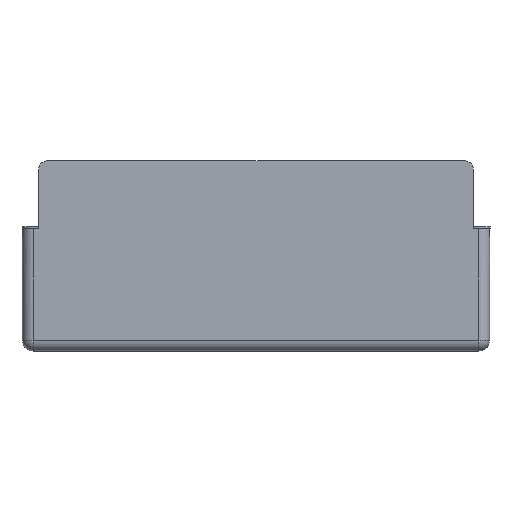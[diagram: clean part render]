
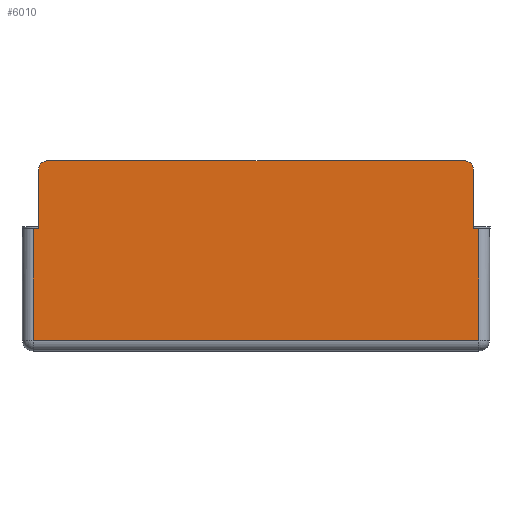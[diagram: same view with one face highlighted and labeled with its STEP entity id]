
A CAD part, left-side view. The second image highlights one B-rep face of the part: STEP entity #6010.
In plain terms, the highlighted planar face has unit normal (-1, 0, 0).
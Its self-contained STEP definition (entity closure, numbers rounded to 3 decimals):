
#57 = CARTESIAN_POINT ( 'NONE',  ( -21.5, 86., -45. ) ) ;
#85 = VECTOR ( 'NONE', #1710, 1000. ) ;
#218 = VECTOR ( 'NONE', #5386, 1000. ) ;
#419 = DIRECTION ( 'NONE',  ( 0., -1., 0. ) ) ;
#455 = ORIENTED_EDGE ( 'NONE', *, *, #3261, .F. ) ;
#508 = ORIENTED_EDGE ( 'NONE', *, *, #4444, .T. ) ;
#614 = DIRECTION ( 'NONE',  ( -1., 0., 0. ) ) ;
#672 = EDGE_CURVE ( 'NONE', #2677, #1237, #3761, .T. ) ;
#680 = LINE ( 'NONE', #1187, #4391 ) ;
#687 = CARTESIAN_POINT ( 'NONE',  ( -21.5, 82., -41. ) ) ;
#866 = CARTESIAN_POINT ( 'NONE',  ( -21.5, 86., 0. ) ) ;
#905 = CARTESIAN_POINT ( 'NONE',  ( -21.5, 82., 0. ) ) ;
#979 = CARTESIAN_POINT ( 'NONE',  ( -21.5, -82., 0. ) ) ;
#1029 = CARTESIAN_POINT ( 'NONE',  ( -21.5, -82., -45. ) ) ;
#1033 = VERTEX_POINT ( 'NONE', #2899 ) ;
#1162 = LINE ( 'NONE', #5668, #2996 ) ;
#1187 = CARTESIAN_POINT ( 'NONE',  ( -21.5, 82., -45. ) ) ;
#1191 = EDGE_CURVE ( 'NONE', #5860, #2677, #680, .T. ) ;
#1237 = VERTEX_POINT ( 'NONE', #3459 ) ;
#1262 = VECTOR ( 'NONE', #1409, 1000. ) ;
#1338 = EDGE_CURVE ( 'NONE', #2558, #1033, #3147, .T. ) ;
#1341 = CARTESIAN_POINT ( 'NONE',  ( -21.5, -77., 22. ) ) ;
#1384 = AXIS2_PLACEMENT_3D ( 'NONE', #1341, #5507, #1851 ) ;
#1409 = DIRECTION ( 'NONE',  ( 0., 0., 1. ) ) ;
#1446 = DIRECTION ( 'NONE',  ( 0., -1., 0. ) ) ;
#1534 = DIRECTION ( 'NONE',  ( 0., -1., 0. ) ) ;
#1710 = DIRECTION ( 'NONE',  ( 0., -1., 0. ) ) ;
#1798 = ORIENTED_EDGE ( 'NONE', *, *, #3777, .F. ) ;
#1851 = DIRECTION ( 'NONE',  ( 0., -1., 0. ) ) ;
#1907 = LINE ( 'NONE', #3041, #85 ) ;
#1949 = EDGE_CURVE ( 'NONE', #3653, #5895, #1907, .T. ) ;
#1959 = LINE ( 'NONE', #2055, #218 ) ;
#2055 = CARTESIAN_POINT ( 'NONE',  ( -21.5, -80., 25. ) ) ;
#2091 = ORIENTED_EDGE ( 'NONE', *, *, #5719, .T. ) ;
#2243 = VERTEX_POINT ( 'NONE', #5591 ) ;
#2278 = ORIENTED_EDGE ( 'NONE', *, *, #4832, .T. ) ;
#2301 = DIRECTION ( 'NONE',  ( 0., -1., 0. ) ) ;
#2558 = VERTEX_POINT ( 'NONE', #2972 ) ;
#2632 = DIRECTION ( 'NONE',  ( 0., -1., 0. ) ) ;
#2677 = VERTEX_POINT ( 'NONE', #687 ) ;
#2753 = DIRECTION ( 'NONE',  ( -1., 0., 0. ) ) ;
#2867 = CARTESIAN_POINT ( 'NONE',  ( -21.5, -77., 25. ) ) ;
#2899 = CARTESIAN_POINT ( 'NONE',  ( -21.5, 80., 0. ) ) ;
#2924 = CARTESIAN_POINT ( 'NONE',  ( -21.5, 77., 22. ) ) ;
#2968 = DIRECTION ( 'NONE',  ( 0., 0., -1. ) ) ;
#2972 = CARTESIAN_POINT ( 'NONE',  ( -21.5, 80., 22. ) ) ;
#2996 = VECTOR ( 'NONE', #1446, 1000. ) ;
#3021 = CARTESIAN_POINT ( 'NONE',  ( -21.5, 80., 25. ) ) ;
#3041 = CARTESIAN_POINT ( 'NONE',  ( -21.5, -80., 25. ) ) ;
#3096 = CARTESIAN_POINT ( 'NONE',  ( -21.5, -86., -41. ) ) ;
#3147 = LINE ( 'NONE', #3021, #4750 ) ;
#3183 = AXIS2_PLACEMENT_3D ( 'NONE', #57, #2753, #419 ) ;
#3239 = FACE_OUTER_BOUND ( 'NONE', #3944, .T. ) ;
#3259 = CIRCLE ( 'NONE', #4359, 3. ) ;
#3261 = EDGE_CURVE ( 'NONE', #5860, #1033, #1162, .T. ) ;
#3276 = VERTEX_POINT ( 'NONE', #3327 ) ;
#3299 = CARTESIAN_POINT ( 'NONE',  ( -21.5, 77., 25. ) ) ;
#3327 = CARTESIAN_POINT ( 'NONE',  ( -21.5, -80., 22. ) ) ;
#3459 = CARTESIAN_POINT ( 'NONE',  ( -21.5, -82., -41. ) ) ;
#3496 = EDGE_CURVE ( 'NONE', #2243, #4350, #5835, .T. ) ;
#3653 = VERTEX_POINT ( 'NONE', #3299 ) ;
#3761 = LINE ( 'NONE', #3096, #5652 ) ;
#3777 = EDGE_CURVE ( 'NONE', #3276, #2243, #1959, .T. ) ;
#3944 = EDGE_LOOP ( 'NONE', ( #1798, #2091, #4298, #508, #5717, #455, #4774, #5092, #2278, #4280 ) ) ;
#4280 = ORIENTED_EDGE ( 'NONE', *, *, #3496, .F. ) ;
#4298 = ORIENTED_EDGE ( 'NONE', *, *, #1949, .F. ) ;
#4306 = VECTOR ( 'NONE', #2301, 1000. ) ;
#4350 = VERTEX_POINT ( 'NONE', #979 ) ;
#4359 = AXIS2_PLACEMENT_3D ( 'NONE', #2924, #614, #1534 ) ;
#4391 = VECTOR ( 'NONE', #2968, 1000. ) ;
#4444 = EDGE_CURVE ( 'NONE', #3653, #2558, #3259, .T. ) ;
#4449 = DIRECTION ( 'NONE',  ( 0., 0., -1. ) ) ;
#4750 = VECTOR ( 'NONE', #4449, 1000. ) ;
#4774 = ORIENTED_EDGE ( 'NONE', *, *, #1191, .T. ) ;
#4832 = EDGE_CURVE ( 'NONE', #1237, #4350, #5716, .T. ) ;
#5092 = ORIENTED_EDGE ( 'NONE', *, *, #672, .T. ) ;
#5186 = PLANE ( 'NONE',  #3183 ) ;
#5386 = DIRECTION ( 'NONE',  ( 0., 0., -1. ) ) ;
#5507 = DIRECTION ( 'NONE',  ( -1., 0., 0. ) ) ;
#5577 = CIRCLE ( 'NONE', #1384, 3. ) ;
#5591 = CARTESIAN_POINT ( 'NONE',  ( -21.5, -80., 0. ) ) ;
#5652 = VECTOR ( 'NONE', #2632, 1000. ) ;
#5668 = CARTESIAN_POINT ( 'NONE',  ( -21.5, 86., 0. ) ) ;
#5716 = LINE ( 'NONE', #1029, #1262 ) ;
#5717 = ORIENTED_EDGE ( 'NONE', *, *, #1338, .T. ) ;
#5719 = EDGE_CURVE ( 'NONE', #3276, #5895, #5577, .T. ) ;
#5835 = LINE ( 'NONE', #866, #4306 ) ;
#5860 = VERTEX_POINT ( 'NONE', #905 ) ;
#5895 = VERTEX_POINT ( 'NONE', #2867 ) ;
#6010 = ADVANCED_FACE ( 'NONE', ( #3239 ), #5186, .T. ) ;
